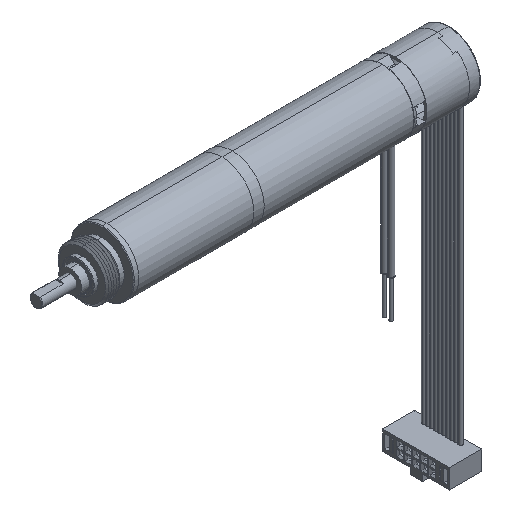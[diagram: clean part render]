
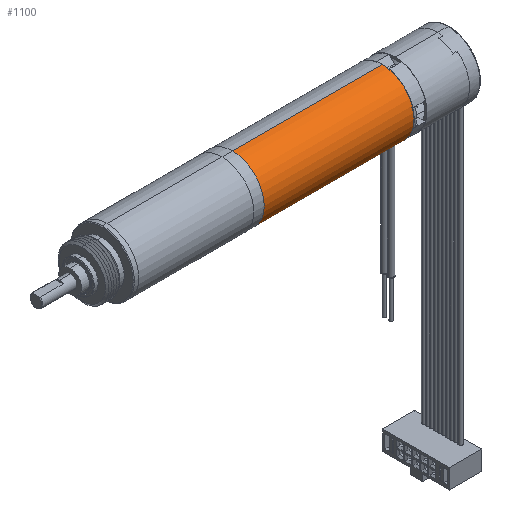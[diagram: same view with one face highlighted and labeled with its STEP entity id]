
A CAD part, isometric view. The second image highlights one B-rep face of the part: STEP entity #1100.
In plain terms, the highlighted cylindrical face has radius 5 mm (diameter 10 mm), a partial arc.
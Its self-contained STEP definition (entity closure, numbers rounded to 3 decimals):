
#1100=ADVANCED_FACE('',(#2998),#2999,.T.);
#2998=FACE_OUTER_BOUND('',#5895,.T.);
#2999=CYLINDRICAL_SURFACE('',#5896,5.0);
#5895=EDGE_LOOP('',(#8678,#8679,#8680,#8681));
#5896=AXIS2_PLACEMENT_3D('',#8682,#8683,#8684);
#8678=ORIENTED_EDGE('',*,*,#16925,.F.);
#8679=ORIENTED_EDGE('',*,*,#16926,.T.);
#8680=ORIENTED_EDGE('',*,*,#16927,.F.);
#8681=ORIENTED_EDGE('',*,*,#16928,.F.);
#8682=CARTESIAN_POINT('',(32.33,0.0,0.0));
#8683=DIRECTION('',(1.0,0.0,-0.0));
#8684=DIRECTION('',(0.0,0.0,1.0));
#16925=EDGE_CURVE('',#20163,#20164,#20165,.T.);
#16926=EDGE_CURVE('',#20163,#20166,#20167,.T.);
#16927=EDGE_CURVE('',#20168,#20166,#20169,.T.);
#16928=EDGE_CURVE('',#20164,#20168,#20170,.T.);
#20163=VERTEX_POINT('',#24920);
#20164=VERTEX_POINT('',#24921);
#20165=LINE('',#24922,#24923);
#20166=VERTEX_POINT('',#24924);
#20167=CIRCLE('',#24925,5.0);
#20168=VERTEX_POINT('',#24926);
#20169=LINE('',#24927,#24928);
#20170=CIRCLE('',#24929,5.0);
#24920=CARTESIAN_POINT('',(20.53,0.0,5.0));
#24921=CARTESIAN_POINT('',(44.13,0.0,5.0));
#24922=CARTESIAN_POINT('',(32.33,0.,5.0));
#24923=VECTOR('',#31600,1.0);
#24924=CARTESIAN_POINT('',(20.53,0.,-5.0));
#24925=AXIS2_PLACEMENT_3D('',#31601,#31602,#31603);
#24926=CARTESIAN_POINT('',(44.13,0.,-5.0));
#24927=CARTESIAN_POINT('',(32.33,0.,-5.0));
#24928=VECTOR('',#31604,1.0);
#24929=AXIS2_PLACEMENT_3D('',#31605,#31606,#31607);
#31600=DIRECTION('',(1.0,0.0,0.0));
#31601=CARTESIAN_POINT('',(20.53,0.0,0.0));
#31602=DIRECTION('',(1.0,0.0,-0.0));
#31603=DIRECTION('',(0.0,0.0,1.0));
#31604=DIRECTION('',(-1.0,-0.0,-0.0));
#31605=CARTESIAN_POINT('',(44.13,0.0,0.0));
#31606=DIRECTION('',(1.0,0.0,-0.0));
#31607=DIRECTION('',(0.0,0.0,1.0));
